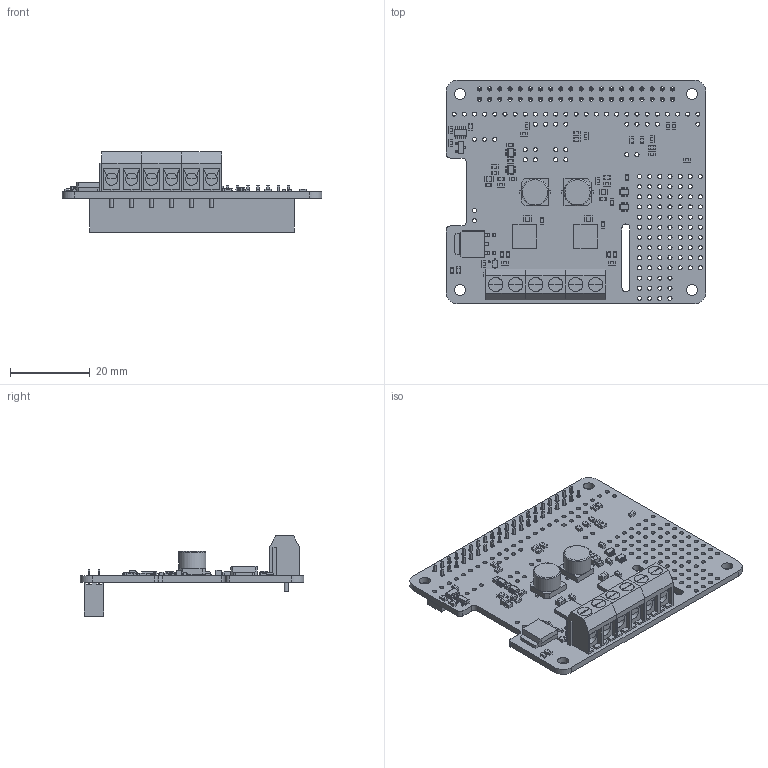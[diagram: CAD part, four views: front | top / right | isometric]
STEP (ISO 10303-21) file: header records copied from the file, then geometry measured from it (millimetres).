
FILE_DESCRIPTION (( 'STEP AP214' ), '1' );
FILE_NAME ('dual-tb9051ftg-motor-driver-raspberry-pi.step', '2018-07-16T20:40:17', ( '' ), ( '' ), 'SwSTEP 2.0', 'SolidWorks 2016', '' );
FILE_SCHEMA (( 'AUTOMOTIVE_DESIGN' ));
Length unit declared in the file: millimetre
Products named in the file (1): dual-tb9051ftg-motor-driver-raspberry-pi
Bounding box: 65 x 56 x 20.07 mm (x, y, z)
Volume: 9263.6 mm3; surface area: 15394.4 mm2
Topology: 5 solids, 5 shells, 3547 faces, 10154 edges, 6566 vertices
Faces by surface type: plane 2875, cylinder 511, bspline 159, torus 2
Full cylindrical faces by diameter (mm): 0.508 x1, 1 x6, 1.016 x182, 2 x6, 2.184 x6, 2.75 x4, 3 x6, 3.5 x6, 3.55 x6, 6.8 x2
Entity records: 158610 total; most frequent: CARTESIAN_POINT 27516, ORIENTED_EDGE 19818, DIRECTION 17103, EDGE_CURVE 9909, VECTOR 8489, LINE 8489, VERTEX_POINT 6548, EDGE_LOOP 4449
